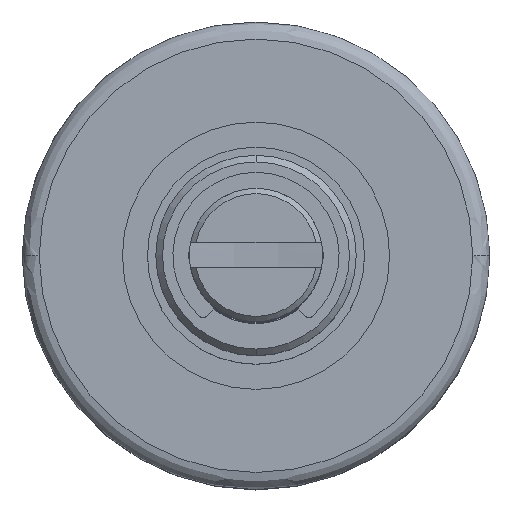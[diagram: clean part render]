
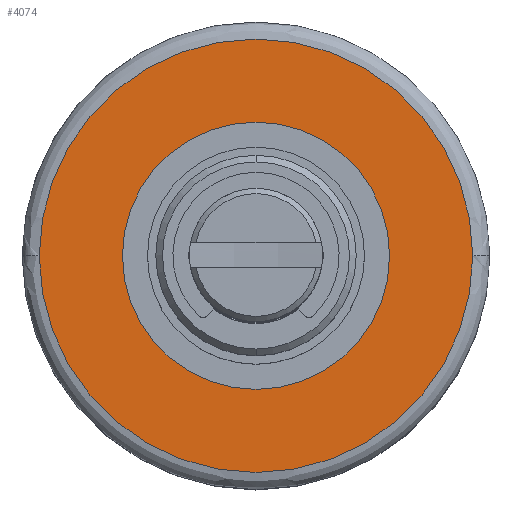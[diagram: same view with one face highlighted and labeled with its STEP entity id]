
A CAD part, top view. The second image highlights one B-rep face of the part: STEP entity #4074.
In plain terms, the highlighted free-form (B-spline) face has degree [1, 1] with [2, 2] control points.
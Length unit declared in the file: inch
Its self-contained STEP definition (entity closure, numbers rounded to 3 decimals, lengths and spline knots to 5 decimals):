
#628=CARTESIAN_POINT('',(0.,0.,0.443));
#629=DIRECTION('',(0.,0.,1.));
#630=DIRECTION('',(0.,1.,0.));
#631=AXIS2_PLACEMENT_3D('',#628,#629,#630);
#636=CARTESIAN_POINT('',(0.,0.,0.443));
#637=DIRECTION('',(0.,0.,1.));
#638=DIRECTION('',(0.,-1.,0.));
#639=AXIS2_PLACEMENT_3D('',#636,#637,#638);
#644=CARTESIAN_POINT('',(0.,0.,0.443));
#645=DIRECTION('',(0.,0.,1.));
#646=DIRECTION('',(-1.,0.,0.));
#647=AXIS2_PLACEMENT_3D('',#644,#645,#646);
#668=CARTESIAN_POINT('',(0.,0.,0.443));
#669=DIRECTION('',(0.,0.,1.));
#670=DIRECTION('',(1.,0.,0.));
#671=AXIS2_PLACEMENT_3D('',#668,#669,#670);
#2640=CARTESIAN_POINT('',(-0.4055,0.,0.443));
#2641=CARTESIAN_POINT('',(0.4055,0.,0.443));
#2642=VERTEX_POINT('',#2640);
#2643=VERTEX_POINT('',#2641);
#2846=CARTESIAN_POINT('',(0.,0.25,0.443));
#2847=CARTESIAN_POINT('',(0.,-0.25,0.443));
#2848=VERTEX_POINT('',#2846);
#2849=VERTEX_POINT('',#2847);
#4058=CARTESIAN_POINT('',(-0.42172,-0.42201,0.443));
#4059=CARTESIAN_POINT('',(-0.42172,0.42201,0.443));
#4060=CARTESIAN_POINT('',(0.42172,-0.42201,0.443));
#4061=CARTESIAN_POINT('',(0.42172,0.42201,0.443));
#4062=B_SPLINE_SURFACE_WITH_KNOTS('',1,1,((#4058,#4059),(#4060,#4061)),
.UNSPECIFIED.,.F.,.F.,.F.,(2,2),(2,2),(-0.42172,0.42172),
(-0.42201,0.42201),.UNSPECIFIED.);
#4064=ORIENTED_EDGE('',*,*,#4063,.F.);
#4066=ORIENTED_EDGE('',*,*,#4065,.F.);
#4067=EDGE_LOOP('',(#4064,#4066));
#4068=FACE_OUTER_BOUND('',#4067,.F.);
#4069=ORIENTED_EDGE('',*,*,#4048,.T.);
#4071=ORIENTED_EDGE('',*,*,#4070,.T.);
#4072=EDGE_LOOP('',(#4069,#4071));
#4073=FACE_BOUND('',#4072,.F.);
#4074=ADVANCED_FACE('',(#4068,#4073),#4062,.T.);
#632=CIRCLE('',#631,0.25);
#640=CIRCLE('',#639,0.25);
#648=CIRCLE('',#647,0.4055);
#672=CIRCLE('',#671,0.4055);
#4048=EDGE_CURVE('',#2848,#2849,#632,.T.);
#4063=EDGE_CURVE('',#2642,#2643,#648,.T.);
#4065=EDGE_CURVE('',#2643,#2642,#672,.T.);
#4070=EDGE_CURVE('',#2849,#2848,#640,.T.);
